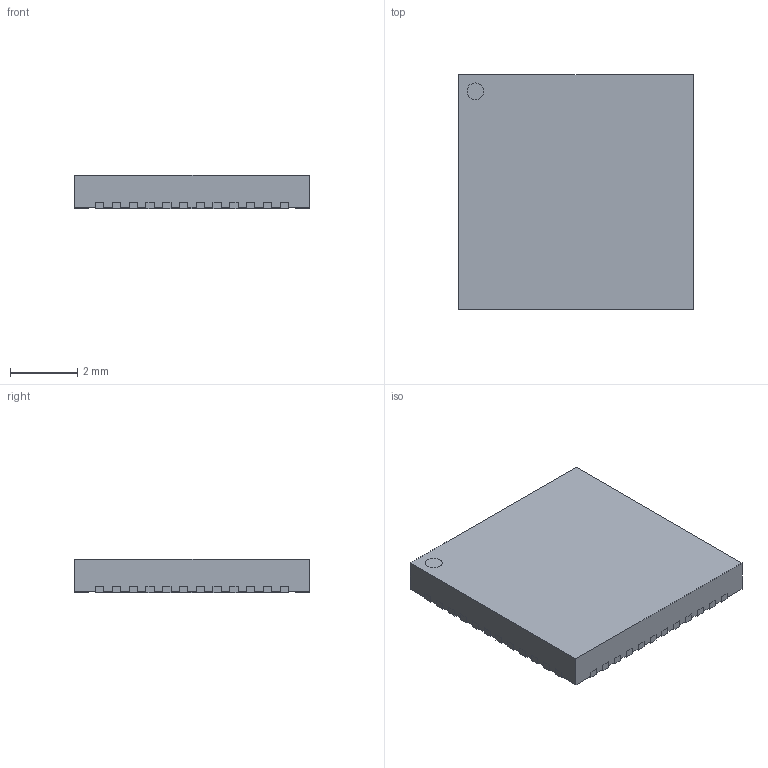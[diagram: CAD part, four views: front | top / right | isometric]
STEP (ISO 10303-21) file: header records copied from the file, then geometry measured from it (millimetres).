
FILE_DESCRIPTION((''),'2;1');
FILE_NAME('QFN50P700X700X100-49N-S525.stp','2015-02-05T12:03:00',(''),(''),'Mechanical Desktop 2011','Mechanical Desktop 2011',', , ');
FILE_SCHEMA(('AUTOMOTIVE_DESIGN { 1 2 10303 214 1 1 1 1 }'));
Length unit declared in the file: millimetre
Products named in the file (1): Product
Bounding box: 7 x 7 x 1 mm (x, y, z)
Volume: 48.2 mm3; surface area: 206.7 mm2
Topology: 51 solids, 51 shells, 499 faces, 1188 edges, 792 vertices
Faces by surface type: bspline 246, plane 201, cylinder 52
Entity records: 14935 total; most frequent: CARTESIAN_POINT 3890, ORIENTED_EDGE 2376, DIRECTION 1896, EDGE_CURVE 1188, VECTOR 988, LINE 988, VERTEX_POINT 792, EDGE_LOOP 500
